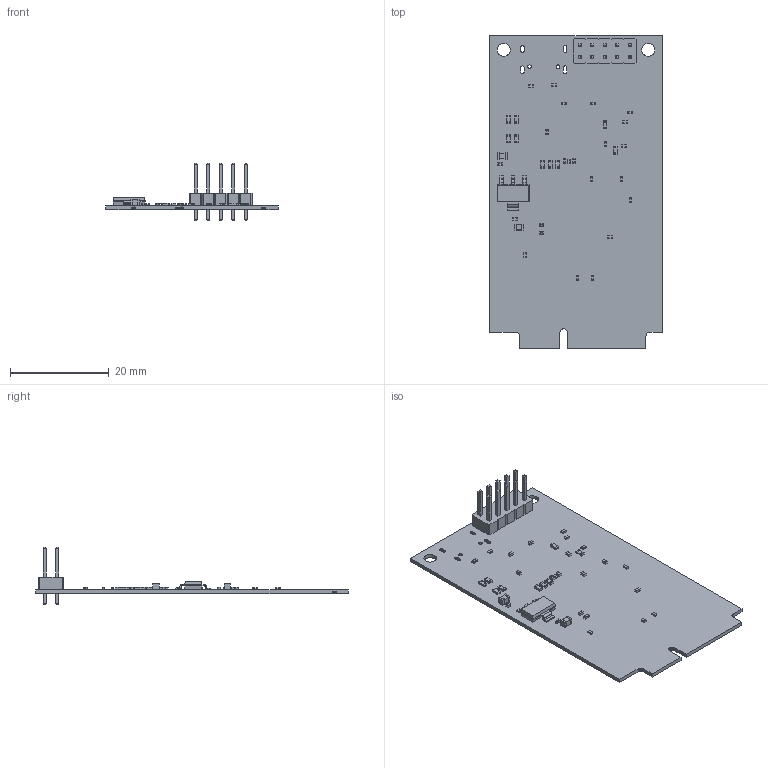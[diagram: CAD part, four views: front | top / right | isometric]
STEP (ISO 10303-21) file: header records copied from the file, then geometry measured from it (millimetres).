
FILE_DESCRIPTION(('KiCad electronic assembly'),'2;1');
FILE_NAME('EduboardV2_ATmega328PB.step','2023-04-25T21:12:53',('Pcbnew') ,('Kicad'),'Open CASCADE STEP processor 7.6','KiCad to STEP converter' ,'Unknown');
FILE_SCHEMA(('AUTOMOTIVE_DESIGN { 1 0 10303 214 1 1 1 1 }'));
Length unit declared in the file: millimetre
Products named in the file (14): EduboardV2_ATmega328PB 1; C_0402_1005Metric; SOLID; R_0603_1608Metric; R_0402_1005Metric; PinHeader_2x05_P2.54mm_Vertical; C_0805_2012Metric; SOT-223; PCB
Assembly tree (43 placements, depth 3):
  EduboardV2_ATmega328PB 1
    C_0402_1005Metric  x13
      SOLID
    R_0603_1608Metric  x9
      SOLID
    R_0402_1005Metric  x10
      SOLID
    PinHeader_2x05_P2.54mm_Vertical
      SOLID
    C_0805_2012Metric  x2
      SOLID
    SOT-223
      SOLID
    PCB
Bounding box: 35 x 63.3 x 11.54 mm (x, y, z)
Volume: 1933.1 mm3; surface area: 5188.2 mm2
Topology: 37 solids, 37 shells, 1349 faces, 3491 edges, 2266 vertices
Faces by surface type: plane 971, cylinder 362, bspline 16
Full cylindrical faces by diameter (mm): 0.75 x2, 1 x10, 2.6 x2
Entity records: 37957 total; most frequent: CARTESIAN_POINT 6326, DIRECTION 5345, LINE 3867, VECTOR 3867, ORIENTED_EDGE 2798, PCURVE 2798, DEFINITIONAL_REPRESENTATION 2798, EDGE_CURVE 1399
